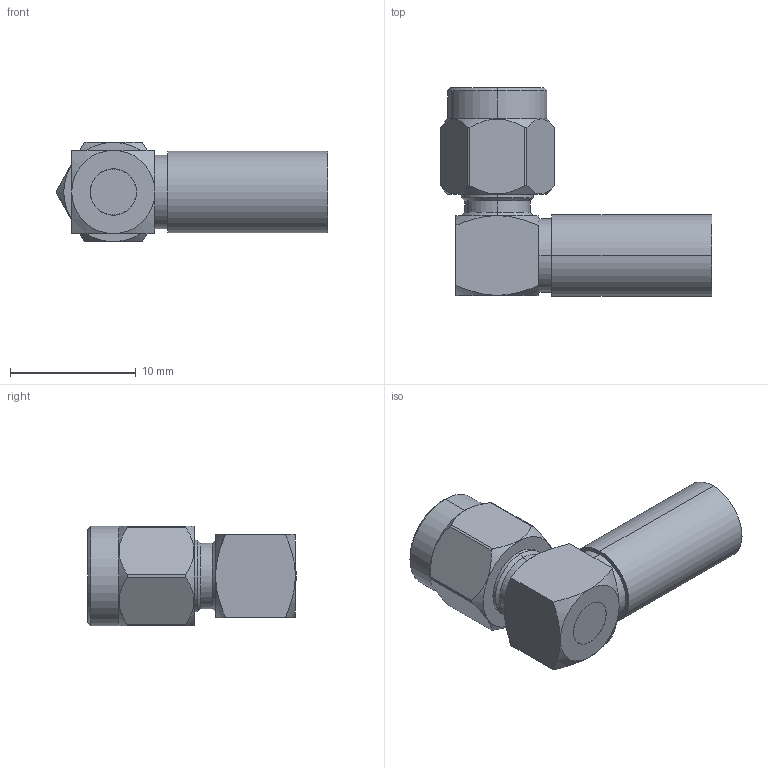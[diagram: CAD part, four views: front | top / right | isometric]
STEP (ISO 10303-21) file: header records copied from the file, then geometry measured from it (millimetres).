
FILE_DESCRIPTION (( 'STEP AP203' ), '1' );
FILE_NAME ('PE4002.step', '2018-11-19T17:03:27', ( '' ), ( '' ), 'SwSTEP 2.0', 'SolidWorks 2017', '' );
FILE_SCHEMA (( 'CONFIG_CONTROL_DESIGN' ));
Length unit declared in the file: inch
Products named in the file (1): PE4002
Bounding box: 21.54 x 16.59 x 7.94 mm (x, y, z)
Volume: 817.3 mm3; surface area: 1502.4 mm2
Topology: 3 solids, 3 shells, 3233 faces, 6808 edges, 3590 vertices
Faces by surface type: bspline 2403, cylinder 571, plane 226, cone 29, torus 4
Entity records: 130171 total; most frequent: CARTESIAN_POINT 88564, ORIENTED_EDGE 13612, EDGE_CURVE 6806, VERTEX_POINT 3590, EDGE_LOOP 3246, ADVANCED_FACE 3233, FACE_OUTER_BOUND 3233, B_SPLINE_CURVE_WITH_KNOTS 2601
